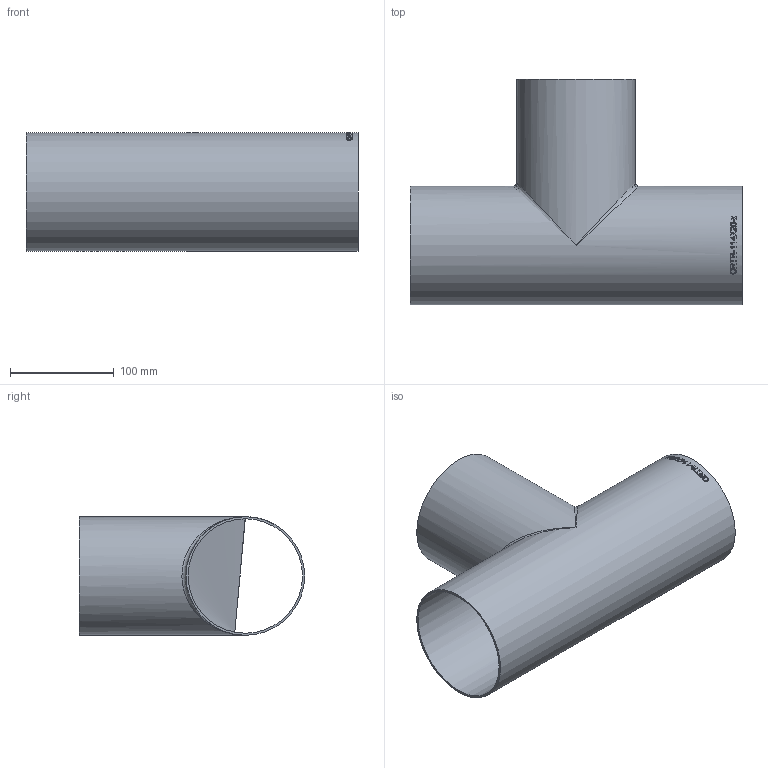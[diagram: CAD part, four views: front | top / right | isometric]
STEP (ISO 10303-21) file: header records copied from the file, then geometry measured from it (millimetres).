
FILE_DESCRIPTION (( 'STEP AP214' ), '1' );
FILE_NAME ('ORTR-114X20-x T-Stück 2004.STEP', '2020-04-06T11:40:49', ( '' ), ( '' ), 'SwSTEP 2.0', 'SolidWorks 2019', '' );
FILE_SCHEMA (( 'AUTOMOTIVE_DESIGN' ));
Length unit declared in the file: millimetre
Products named in the file (1): ORTR-114X20-x T-Stück 2004
Bounding box: 320 x 217.15 x 114.3 mm (x, y, z)
Volume: 287680 mm3; surface area: 289783.5 mm2
Topology: 1 solids, 1 shells, 173 faces, 460 edges, 298 vertices
Faces by surface type: bspline 81, plane 70, cylinder 22
Full cylindrical faces by diameter (mm): 110.3 x2, 114.3 x2
Entity records: 18737 total; most frequent: CARTESIAN_POINT 13419, ORIENTED_EDGE 892, DIRECTION 458, EDGE_CURVE 446, VERTEX_POINT 298, B_SPLINE_CURVE_WITH_KNOTS 252, EDGE_LOOP 200, AXIS2_PLACEMENT_3D 179
